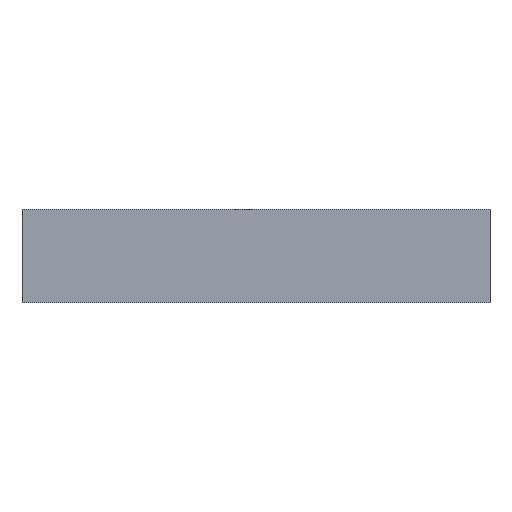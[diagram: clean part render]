
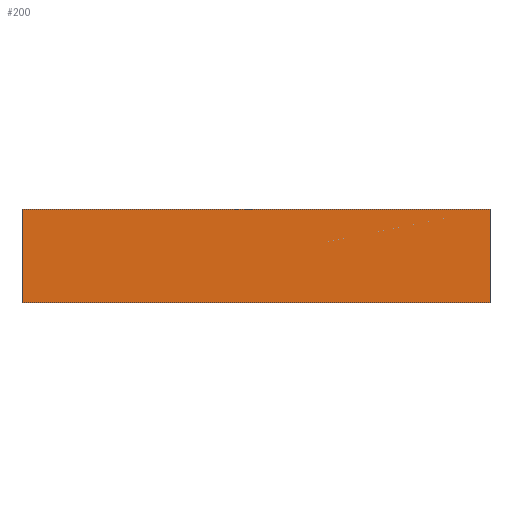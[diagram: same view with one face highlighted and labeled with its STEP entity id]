
A CAD part, front view. The second image highlights one B-rep face of the part: STEP entity #200.
In plain terms, the highlighted planar face has unit normal (0, -1, 0).
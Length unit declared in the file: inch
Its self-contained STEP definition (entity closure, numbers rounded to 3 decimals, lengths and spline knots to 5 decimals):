
#5=DIRECTION('',(1.,0.,0.));
#6=VECTOR('',#5,0.74803);
#7=CARTESIAN_POINT('',(-0.37402,-3.24803,
-0.0748));
#8=LINE('',#7,#6);
#25=DIRECTION('',(0.,0.,1.));
#26=VECTOR('',#25,0.14961);
#27=CARTESIAN_POINT('',(0.37402,-3.24803,
-0.0748));
#28=LINE('',#27,#26);
#29=DIRECTION('',(0.,0.,1.));
#30=VECTOR('',#29,0.14961);
#31=CARTESIAN_POINT('',(-0.37402,-3.24803,
-0.0748));
#32=LINE('',#31,#30);
#45=DIRECTION('',(1.,0.,0.));
#46=VECTOR('',#45,0.74803);
#47=CARTESIAN_POINT('',(-0.37402,-3.24803,
0.0748));
#48=LINE('',#47,#46);
#98=CARTESIAN_POINT('',(-0.37402,-3.24803,
-0.0748));
#100=VERTEX_POINT('',#98);
#101=CARTESIAN_POINT('',(0.37402,-3.24803,
-0.0748));
#102=VERTEX_POINT('',#101);
#106=CARTESIAN_POINT('',(-0.37402,-3.24803,
0.0748));
#108=VERTEX_POINT('',#106);
#109=CARTESIAN_POINT('',(0.37402,-3.24803,
0.0748));
#110=VERTEX_POINT('',#109);
#188=CARTESIAN_POINT('',(-0.37402,-3.24803,
-0.0748));
#189=DIRECTION('',(0.,-1.,0.));
#190=DIRECTION('',(1.,0.,0.));
#191=AXIS2_PLACEMENT_3D('',#188,#189,#190);
#192=PLANE('',#191);
#193=ORIENTED_EDGE('',*,*,#136,.F.);
#194=ORIENTED_EDGE('',*,*,#155,.T.);
#196=ORIENTED_EDGE('',*,*,#195,.T.);
#197=ORIENTED_EDGE('',*,*,#180,.F.);
#198=EDGE_LOOP('',(#193,#194,#196,#197));
#199=FACE_OUTER_BOUND('',#198,.F.);
#200=ADVANCED_FACE('',(#199),#192,.T.);
#136=EDGE_CURVE('',#100,#102,#8,.T.);
#155=EDGE_CURVE('',#100,#108,#32,.T.);
#180=EDGE_CURVE('',#102,#110,#28,.T.);
#195=EDGE_CURVE('',#108,#110,#48,.T.);
